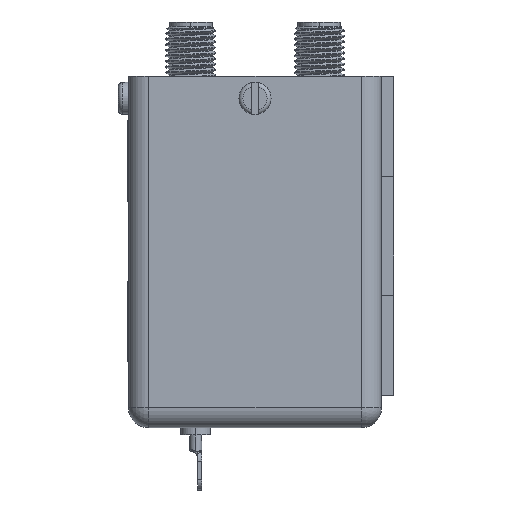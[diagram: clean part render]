
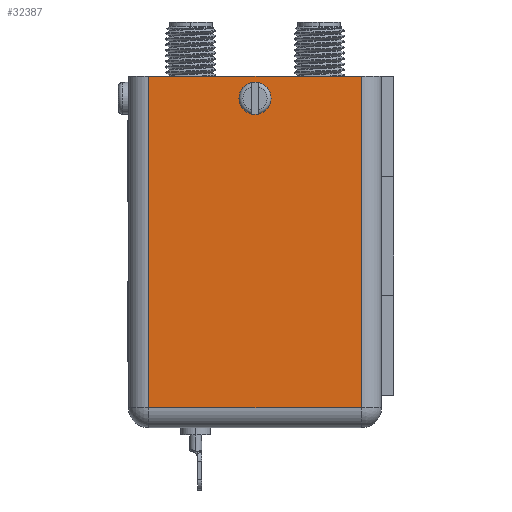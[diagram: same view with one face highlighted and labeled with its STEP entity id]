
A CAD part, left-side view. The second image highlights one B-rep face of the part: STEP entity #32387.
In plain terms, the highlighted planar face has unit normal (-1, 0, 0).
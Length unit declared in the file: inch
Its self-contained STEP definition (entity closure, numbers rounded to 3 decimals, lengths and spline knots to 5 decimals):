
#150 = CIRCLE ( 'NONE', #31555, 0.08 ) ;
#151 = EDGE_CURVE ( 'NONE', #5353, #6583, #28442, .T. ) ;
#460 = CARTESIAN_POINT ( 'NONE',  ( -0.63, -0.53, -1.65 ) ) ;
#833 = CARTESIAN_POINT ( 'NONE',  ( -0.63, -0.63, -1.75 ) ) ;
#1181 = ORIENTED_EDGE ( 'NONE', *, *, #8328, .T. ) ;
#1527 = ORIENTED_EDGE ( 'NONE', *, *, #5241, .F. ) ;
#1718 = VERTEX_POINT ( 'NONE', #16856 ) ;
#3353 = CARTESIAN_POINT ( 'NONE',  ( -0.63, 0., -0.11 ) ) ;
#3780 = AXIS2_PLACEMENT_3D ( 'NONE', #3353, #13429, #5866 ) ;
#4345 = EDGE_LOOP ( 'NONE', ( #1527, #28922 ) ) ;
#4597 = CARTESIAN_POINT ( 'NONE',  ( -0.63, 0.53, -1.75 ) ) ;
#4848 = CARTESIAN_POINT ( 'NONE',  ( -0.63, -0.53, 0. ) ) ;
#5241 = EDGE_CURVE ( 'NONE', #10036, #19270, #16981, .T. ) ;
#5353 = VERTEX_POINT ( 'NONE', #23727 ) ;
#5866 = DIRECTION ( 'NONE',  ( 0., 0., 1. ) ) ;
#6484 = AXIS2_PLACEMENT_3D ( 'NONE', #833, #10878, #16300 ) ;
#6583 = VERTEX_POINT ( 'NONE', #4848 ) ;
#7186 = CARTESIAN_POINT ( 'NONE',  ( -0.63, 0., -0.11 ) ) ;
#8056 = CARTESIAN_POINT ( 'NONE',  ( -0.63, -0.63, 0. ) ) ;
#8328 = EDGE_CURVE ( 'NONE', #11414, #6583, #16841, .T. ) ;
#9620 = ORIENTED_EDGE ( 'NONE', *, *, #151, .F. ) ;
#9811 = DIRECTION ( 'NONE',  ( -1., 0., 0. ) ) ;
#10010 = EDGE_CURVE ( 'NONE', #1718, #11414, #13620, .T. ) ;
#10036 = VERTEX_POINT ( 'NONE', #24710 ) ;
#10458 = VECTOR ( 'NONE', #22444, 39.37008 ) ;
#10878 = DIRECTION ( 'NONE',  ( -1., 0., 0. ) ) ;
#11414 = VERTEX_POINT ( 'NONE', #460 ) ;
#13054 = CARTESIAN_POINT ( 'NONE',  ( -0.63, 0., -0.03 ) ) ;
#13164 = ORIENTED_EDGE ( 'NONE', *, *, #20502, .T. ) ;
#13173 = LINE ( 'NONE', #4597, #22599 ) ;
#13429 = DIRECTION ( 'NONE',  ( -1., 0., 0. ) ) ;
#13620 = LINE ( 'NONE', #14882, #10458 ) ;
#14723 = CARTESIAN_POINT ( 'NONE',  ( -0.63, -0.53, -1.75 ) ) ;
#14788 = FACE_BOUND ( 'NONE', #4345, .T. ) ;
#14882 = CARTESIAN_POINT ( 'NONE',  ( -0.63, -0.63, -1.65 ) ) ;
#15097 = DIRECTION ( 'NONE',  ( 0., 0., 1. ) ) ;
#15567 = EDGE_LOOP ( 'NONE', ( #24130, #1181, #9620, #13164 ) ) ;
#16300 = DIRECTION ( 'NONE',  ( 0., 0., 1. ) ) ;
#16841 = LINE ( 'NONE', #14723, #29786 ) ;
#16856 = CARTESIAN_POINT ( 'NONE',  ( -0.63, 0.53, -1.65 ) ) ;
#16981 = CIRCLE ( 'NONE', #3780, 0.08 ) ;
#19270 = VERTEX_POINT ( 'NONE', #13054 ) ;
#20502 = EDGE_CURVE ( 'NONE', #5353, #1718, #13173, .T. ) ;
#22032 = DIRECTION ( 'NONE',  ( 0., 0., -1. ) ) ;
#22444 = DIRECTION ( 'NONE',  ( 0., -1., 0. ) ) ;
#22599 = VECTOR ( 'NONE', #22032, 39.37008 ) ;
#22613 = FACE_OUTER_BOUND ( 'NONE', #15567, .T. ) ;
#23181 = DIRECTION ( 'NONE',  ( 0., -1., 0. ) ) ;
#23717 = PLANE ( 'NONE',  #6484 ) ;
#23727 = CARTESIAN_POINT ( 'NONE',  ( -0.63, 0.53, 0. ) ) ;
#24130 = ORIENTED_EDGE ( 'NONE', *, *, #10010, .T. ) ;
#24710 = CARTESIAN_POINT ( 'NONE',  ( -0.63, 0., -0.19 ) ) ;
#24734 = DIRECTION ( 'NONE',  ( 0., 0., 1. ) ) ;
#24959 = EDGE_CURVE ( 'NONE', #19270, #10036, #150, .T. ) ;
#28442 = LINE ( 'NONE', #8056, #30003 ) ;
#28922 = ORIENTED_EDGE ( 'NONE', *, *, #24959, .F. ) ;
#29786 = VECTOR ( 'NONE', #15097, 39.37008 ) ;
#30003 = VECTOR ( 'NONE', #23181, 39.37008 ) ;
#31555 = AXIS2_PLACEMENT_3D ( 'NONE', #7186, #9811, #24734 ) ;
#32387 = ADVANCED_FACE ( 'NONE', ( #14788, #22613 ), #23717, .T. ) ;
